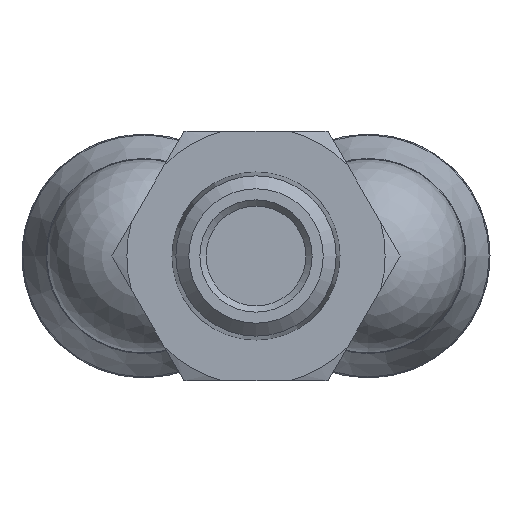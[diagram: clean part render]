
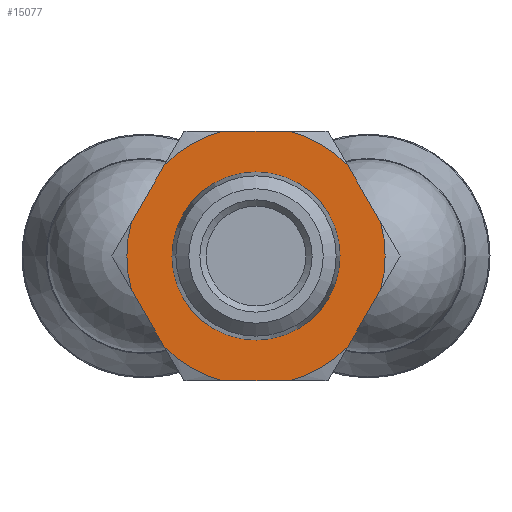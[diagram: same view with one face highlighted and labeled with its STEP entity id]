
A CAD part, front view. The second image highlights one B-rep face of the part: STEP entity #15077.
In plain terms, the highlighted face is planar.
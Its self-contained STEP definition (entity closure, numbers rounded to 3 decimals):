
#14740=CARTESIAN_POINT('',(-22.3,-9.989,2.699));
#14741=VERTEX_POINT('',#14740);
#14757=CARTESIAN_POINT('',(-22.3,-9.989,-2.699));
#14758=VERTEX_POINT('',#14757);
#14759=CARTESIAN_POINT('',(-22.3,0.,0.0));
#14760=DIRECTION('',(-1.0,0.0,0.0));
#14761=DIRECTION('',(0.0,1.0,0.0));
#14762=AXIS2_PLACEMENT_3D('',#14759,#14760,#14761);
#14763=CIRCLE('',#14762,10.347);
#14764=EDGE_CURVE('',#14758,#14741,#14763,.T.);
#14789=CARTESIAN_POINT('',(-22.3,-7.332,7.301));
#14790=VERTEX_POINT('',#14789);
#14804=CARTESIAN_POINT('',(-22.3,-2.657,10.));
#14805=VERTEX_POINT('',#14804);
#14819=CARTESIAN_POINT('',(-22.3,0.,0.0));
#14820=DIRECTION('',(-1.0,0.0,0.0));
#14821=DIRECTION('',(0.0,1.0,0.0));
#14822=AXIS2_PLACEMENT_3D('',#14819,#14820,#14821);
#14823=CIRCLE('',#14822,10.347);
#14824=EDGE_CURVE('',#14790,#14805,#14823,.T.);
#14836=CARTESIAN_POINT('',(-22.3,2.657,10.));
#14837=VERTEX_POINT('',#14836);
#14851=CARTESIAN_POINT('',(-22.3,7.332,7.301));
#14852=VERTEX_POINT('',#14851);
#14866=CARTESIAN_POINT('',(-22.3,0.,0.0));
#14867=DIRECTION('',(-1.0,0.0,0.0));
#14868=DIRECTION('',(0.0,1.0,0.0));
#14869=AXIS2_PLACEMENT_3D('',#14866,#14867,#14868);
#14870=CIRCLE('',#14869,10.347);
#14871=EDGE_CURVE('',#14837,#14852,#14870,.T.);
#14881=CARTESIAN_POINT('',(-22.3,-7.332,-7.301));
#14882=VERTEX_POINT('',#14881);
#14898=CARTESIAN_POINT('',(-22.3,-2.657,-10.));
#14899=VERTEX_POINT('',#14898);
#14900=CARTESIAN_POINT('',(-22.3,0.,0.0));
#14901=DIRECTION('',(-1.0,0.0,0.0));
#14902=DIRECTION('',(0.0,1.0,0.0));
#14903=AXIS2_PLACEMENT_3D('',#14900,#14901,#14902);
#14904=CIRCLE('',#14903,10.347);
#14905=EDGE_CURVE('',#14899,#14882,#14904,.T.);
#14928=CARTESIAN_POINT('',(-22.3,2.657,-10.));
#14929=VERTEX_POINT('',#14928);
#14945=CARTESIAN_POINT('',(-22.3,7.332,-7.301));
#14946=VERTEX_POINT('',#14945);
#14947=CARTESIAN_POINT('',(-22.3,0.,0.0));
#14948=DIRECTION('',(-1.0,0.0,0.0));
#14949=DIRECTION('',(0.0,1.0,0.0));
#14950=AXIS2_PLACEMENT_3D('',#14947,#14948,#14949);
#14951=CIRCLE('',#14950,10.347);
#14952=EDGE_CURVE('',#14946,#14929,#14951,.T.);
#14977=CARTESIAN_POINT('',(-22.3,9.989,2.699));
#14978=VERTEX_POINT('',#14977);
#14992=CARTESIAN_POINT('',(-22.3,9.989,-2.699));
#14993=VERTEX_POINT('',#14992);
#15007=CARTESIAN_POINT('',(-22.3,0.,0.0));
#15008=DIRECTION('',(-1.0,0.0,0.0));
#15009=DIRECTION('',(0.0,1.0,0.0));
#15010=AXIS2_PLACEMENT_3D('',#15007,#15008,#15009);
#15011=CIRCLE('',#15010,10.347);
#15012=EDGE_CURVE('',#14978,#14993,#15011,.T.);
#15017=CARTESIAN_POINT('',(-22.3,8.367,0.0));
#15018=DIRECTION('',(-1.0,0.0,0.0));
#15019=DIRECTION('',(0.0,0.0,1.0));
#15020=AXIS2_PLACEMENT_3D('',#15017,#15018,#15019);
#15021=PLANE('',#15020);
#15022=ORIENTED_EDGE('',*,*,#15012,.T.);
#15023=CARTESIAN_POINT('',(-22.3,7.332,-7.301));
#15024=DIRECTION('',(0.0,0.5,0.866));
#15025=VECTOR('',#15024,5.314);
#15026=LINE('',#15023,#15025);
#15027=EDGE_CURVE('',#14946,#14993,#15026,.T.);
#15028=ORIENTED_EDGE('',*,*,#15027,.F.);
#15029=ORIENTED_EDGE('',*,*,#14952,.T.);
#15030=CARTESIAN_POINT('',(-22.3,-2.657,-10.));
#15031=DIRECTION('',(0.0,1.0,0.0));
#15032=VECTOR('',#15031,5.314);
#15033=LINE('',#15030,#15032);
#15034=EDGE_CURVE('',#14899,#14929,#15033,.T.);
#15035=ORIENTED_EDGE('',*,*,#15034,.F.);
#15036=ORIENTED_EDGE('',*,*,#14905,.T.);
#15037=CARTESIAN_POINT('',(-22.3,-9.989,-2.699));
#15038=DIRECTION('',(0.0,0.5,-0.866));
#15039=VECTOR('',#15038,5.314);
#15040=LINE('',#15037,#15039);
#15041=EDGE_CURVE('',#14758,#14882,#15040,.T.);
#15042=ORIENTED_EDGE('',*,*,#15041,.F.);
#15043=ORIENTED_EDGE('',*,*,#14764,.T.);
#15044=CARTESIAN_POINT('',(-22.3,-7.332,7.301));
#15045=DIRECTION('',(0.0,-0.5,-0.866));
#15046=VECTOR('',#15045,5.314);
#15047=LINE('',#15044,#15046);
#15048=EDGE_CURVE('',#14790,#14741,#15047,.T.);
#15049=ORIENTED_EDGE('',*,*,#15048,.F.);
#15050=ORIENTED_EDGE('',*,*,#14824,.T.);
#15051=CARTESIAN_POINT('',(-22.3,2.657,10.));
#15052=DIRECTION('',(0.0,-1.0,0.0));
#15053=VECTOR('',#15052,5.314);
#15054=LINE('',#15051,#15053);
#15055=EDGE_CURVE('',#14837,#14805,#15054,.T.);
#15056=ORIENTED_EDGE('',*,*,#15055,.F.);
#15057=ORIENTED_EDGE('',*,*,#14871,.T.);
#15058=CARTESIAN_POINT('',(-22.3,9.989,2.699));
#15059=DIRECTION('',(0.0,-0.5,0.866));
#15060=VECTOR('',#15059,5.314);
#15061=LINE('',#15058,#15060);
#15062=EDGE_CURVE('',#14978,#14852,#15061,.T.);
#15063=ORIENTED_EDGE('',*,*,#15062,.F.);
#15064=EDGE_LOOP('',(#15022,#15028,#15029,#15035,#15036,#15042,#15043,#15049,#15050,#15056,#15057,#15063));
#15065=FACE_OUTER_BOUND('',#15064,.T.);
#15066=CARTESIAN_POINT('',(-22.3,6.734,0.0));
#15067=VERTEX_POINT('',#15066);
#15068=CARTESIAN_POINT('',(-22.3,0.,0.0));
#15069=DIRECTION('',(1.0,0.0,0.0));
#15070=DIRECTION('',(0.0,1.0,0.0));
#15071=AXIS2_PLACEMENT_3D('',#15068,#15069,#15070);
#15072=CIRCLE('',#15071,6.735);
#15073=EDGE_CURVE('',#15067,#15067,#15072,.T.);
#15074=ORIENTED_EDGE('',*,*,#15073,.T.);
#15075=EDGE_LOOP('',(#15074));
#15076=FACE_BOUND('',#15075,.T.);
#15077=ADVANCED_FACE('',(#15065,#15076),#15021,.T.);
